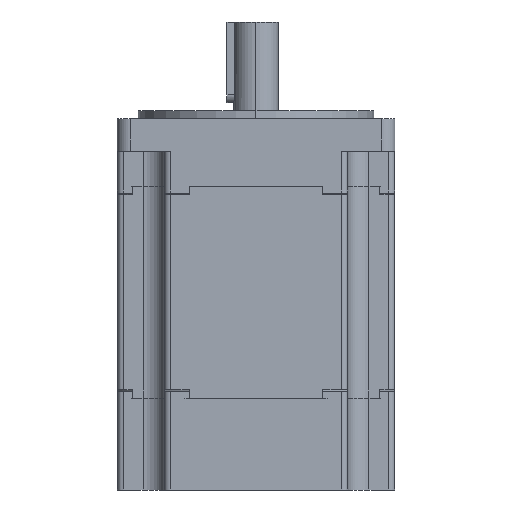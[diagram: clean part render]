
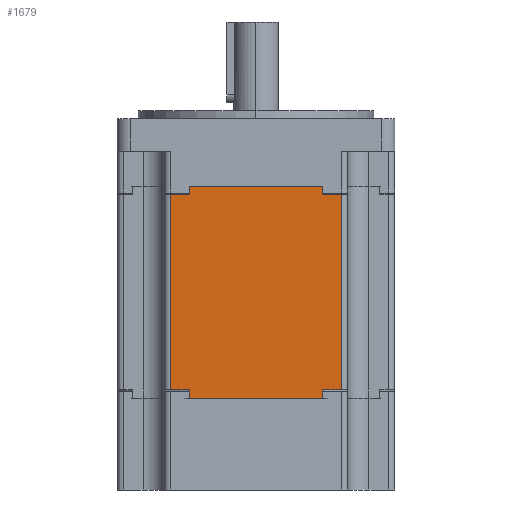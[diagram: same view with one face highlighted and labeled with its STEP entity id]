
A CAD part, left-side view. The second image highlights one B-rep face of the part: STEP entity #1679.
In plain terms, the highlighted planar face has unit normal (-1, 0, 0).
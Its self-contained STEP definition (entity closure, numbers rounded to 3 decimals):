
#625=DIRECTION('',(0.,1.,0.));
#626=VECTOR('',#625,5.853);
#627=CARTESIAN_POINT('',(-67.333,70.684,65.288));
#628=LINE('',#627,#626);
#629=DIRECTION('',(0.,0.,1.));
#630=VECTOR('',#629,2.5);
#631=CARTESIAN_POINT('',(-67.333,70.684,65.288));
#632=LINE('',#631,#630);
#633=DIRECTION('',(0.,-1.,0.));
#634=VECTOR('',#633,41.294);
#635=CARTESIAN_POINT('',(-67.333,70.684,67.788));
#636=LINE('',#635,#634);
#637=DIRECTION('',(0.,0.,-1.));
#638=VECTOR('',#637,2.5);
#639=CARTESIAN_POINT('',(-67.333,29.391,67.788));
#640=LINE('',#639,#638);
#641=DIRECTION('',(0.,1.,0.));
#642=VECTOR('',#641,5.853);
#643=CARTESIAN_POINT('',(-67.333,23.537,65.288));
#644=LINE('',#643,#642);
#645=DIRECTION('',(0.,-1.,0.));
#646=VECTOR('',#645,5.853);
#647=CARTESIAN_POINT('',(-67.333,29.391,4.788));
#648=LINE('',#647,#646);
#649=DIRECTION('',(0.,1.,0.));
#650=VECTOR('',#649,41.294);
#651=CARTESIAN_POINT('',(-67.333,29.391,2.288));
#652=LINE('',#651,#650);
#653=DIRECTION('',(0.,-1.,0.));
#654=VECTOR('',#653,5.853);
#655=CARTESIAN_POINT('',(-67.333,76.537,4.788));
#656=LINE('',#655,#654);
#657=CARTESIAN_POINT('',(-67.333,29.391,65.288));
#889=DIRECTION('',(0.,0.,-1.));
#890=VECTOR('',#889,2.5);
#891=CARTESIAN_POINT('',(-67.333,29.391,4.788));
#892=LINE('',#891,#890);
#916=DIRECTION('',(0.,0.,-1.));
#917=VECTOR('',#916,60.5);
#918=CARTESIAN_POINT('',(-67.333,23.537,65.288));
#919=LINE('',#918,#917);
#924=DIRECTION('',(0.,0.,1.));
#925=VECTOR('',#924,2.5);
#926=CARTESIAN_POINT('',(-67.333,70.684,2.288));
#927=LINE('',#926,#925);
#943=DIRECTION('',(0.,0.,1.));
#944=VECTOR('',#943,60.5);
#945=CARTESIAN_POINT('',(-67.333,76.537,4.788));
#946=LINE('',#945,#944);
#1087=VERTEX_POINT('',#657);
#1093=CARTESIAN_POINT('',(-67.333,70.684,2.288));
#1095=VERTEX_POINT('',#1093);
#1108=CARTESIAN_POINT('',(-67.333,29.391,2.288));
#1109=VERTEX_POINT('',#1108);
#1110=CARTESIAN_POINT('',(-67.333,29.391,67.788));
#1111=VERTEX_POINT('',#1110);
#1112=CARTESIAN_POINT('',(-67.333,70.684,67.788));
#1113=VERTEX_POINT('',#1112);
#1114=CARTESIAN_POINT('',(-67.333,70.684,65.288));
#1115=VERTEX_POINT('',#1114);
#1126=CARTESIAN_POINT('',(-67.333,23.537,65.288));
#1127=CARTESIAN_POINT('',(-67.333,23.537,4.788));
#1128=VERTEX_POINT('',#1126);
#1129=VERTEX_POINT('',#1127);
#1154=CARTESIAN_POINT('',(-67.333,76.537,4.788));
#1155=CARTESIAN_POINT('',(-67.333,76.537,65.288));
#1156=VERTEX_POINT('',#1154);
#1157=VERTEX_POINT('',#1155);
#1206=CARTESIAN_POINT('',(-67.333,70.684,4.788));
#1207=VERTEX_POINT('',#1206);
#1210=CARTESIAN_POINT('',(-67.333,29.391,4.788));
#1211=VERTEX_POINT('',#1210);
#1649=CARTESIAN_POINT('',(-67.333,21.537,67.788));
#1650=DIRECTION('',(1.,0.,0.));
#1651=DIRECTION('',(0.,0.,-1.));
#1652=AXIS2_PLACEMENT_3D('',#1649,#1650,#1651);
#1653=PLANE('',#1652);
#1654=ORIENTED_EDGE('',*,*,#1642,.F.);
#1656=ORIENTED_EDGE('',*,*,#1655,.T.);
#1658=ORIENTED_EDGE('',*,*,#1657,.T.);
#1660=ORIENTED_EDGE('',*,*,#1659,.T.);
#1662=ORIENTED_EDGE('',*,*,#1661,.F.);
#1664=ORIENTED_EDGE('',*,*,#1663,.T.);
#1666=ORIENTED_EDGE('',*,*,#1665,.F.);
#1668=ORIENTED_EDGE('',*,*,#1667,.T.);
#1670=ORIENTED_EDGE('',*,*,#1669,.T.);
#1672=ORIENTED_EDGE('',*,*,#1671,.T.);
#1674=ORIENTED_EDGE('',*,*,#1673,.F.);
#1676=ORIENTED_EDGE('',*,*,#1675,.T.);
#1677=EDGE_LOOP('',(#1654,#1656,#1658,#1660,#1662,#1664,#1666,#1668,#1670,#1672,
#1674,#1676));
#1678=FACE_OUTER_BOUND('',#1677,.F.);
#1679=ADVANCED_FACE('',(#1678),#1653,.F.);
#1642=EDGE_CURVE('',#1115,#1157,#628,.T.);
#1655=EDGE_CURVE('',#1115,#1113,#632,.T.);
#1657=EDGE_CURVE('',#1113,#1111,#636,.T.);
#1659=EDGE_CURVE('',#1111,#1087,#640,.T.);
#1661=EDGE_CURVE('',#1128,#1087,#644,.T.);
#1663=EDGE_CURVE('',#1128,#1129,#919,.T.);
#1665=EDGE_CURVE('',#1211,#1129,#648,.T.);
#1667=EDGE_CURVE('',#1211,#1109,#892,.T.);
#1669=EDGE_CURVE('',#1109,#1095,#652,.T.);
#1671=EDGE_CURVE('',#1095,#1207,#927,.T.);
#1673=EDGE_CURVE('',#1156,#1207,#656,.T.);
#1675=EDGE_CURVE('',#1156,#1157,#946,.T.);
